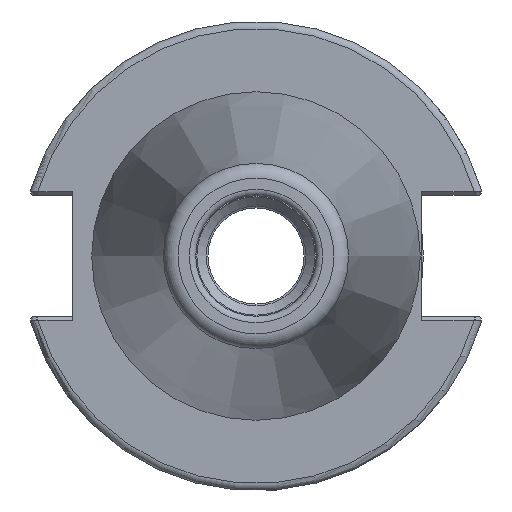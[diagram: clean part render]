
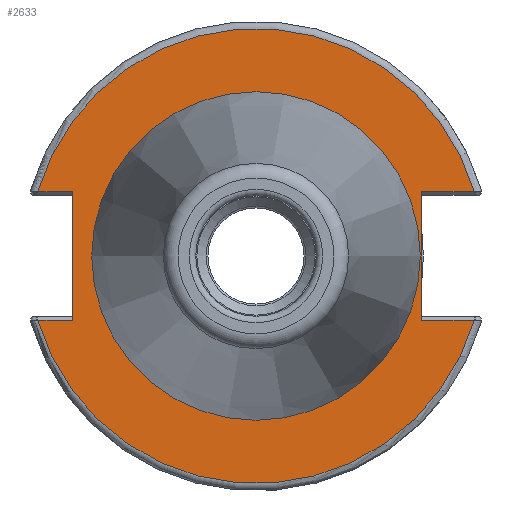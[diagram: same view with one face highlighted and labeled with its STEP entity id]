
A CAD part, left-side view. The second image highlights one B-rep face of the part: STEP entity #2633.
In plain terms, the highlighted planar face has unit normal (-1, 0, 0).
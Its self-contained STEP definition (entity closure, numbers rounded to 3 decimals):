
#143=LINE('',#4009,#308);
#145=LINE('',#4077,#310);
#146=LINE('',#4079,#311);
#147=LINE('',#4083,#312);
#148=LINE('',#4085,#313);
#149=LINE('',#4086,#314);
#308=VECTOR('',#3155,10.);
#310=VECTOR('',#3173,10.);
#311=VECTOR('',#3174,10.);
#312=VECTOR('',#3177,10.);
#313=VECTOR('',#3178,10.);
#314=VECTOR('',#3179,10.);
#498=FACE_BOUND('',#731,.T.);
#517=PLANE('',#2820);
#583=FACE_OUTER_BOUND('',#730,.T.);
#730=EDGE_LOOP('',(#1829,#1830,#1831,#1832,#1833,#1834,#1835,#1836));
#731=EDGE_LOOP('',(#1837,#1838));
#900=CIRCLE('',#2819,30.775);
#901=CIRCLE('',#2821,30.775);
#902=CIRCLE('',#2822,22.225);
#903=CIRCLE('',#2823,22.225);
#1075=VERTEX_POINT('',#4002);
#1078=VERTEX_POINT('',#4007);
#1084=VERTEX_POINT('',#4055);
#1086=VERTEX_POINT('',#4076);
#1087=VERTEX_POINT('',#4078);
#1088=VERTEX_POINT('',#4080);
#1089=VERTEX_POINT('',#4082);
#1090=VERTEX_POINT('',#4084);
#1091=VERTEX_POINT('',#4087);
#1092=VERTEX_POINT('',#4088);
#1374=EDGE_CURVE('',#1078,#1075,#143,.T.);
#1384=EDGE_CURVE('',#1075,#1084,#900,.T.);
#1387=EDGE_CURVE('',#1078,#1086,#145,.T.);
#1388=EDGE_CURVE('',#1087,#1086,#146,.T.);
#1389=EDGE_CURVE('',#1088,#1087,#901,.T.);
#1390=EDGE_CURVE('',#1089,#1088,#147,.T.);
#1391=EDGE_CURVE('',#1089,#1090,#148,.T.);
#1392=EDGE_CURVE('',#1084,#1090,#149,.T.);
#1393=EDGE_CURVE('',#1091,#1092,#902,.T.);
#1394=EDGE_CURVE('',#1092,#1091,#903,.T.);
#1829=ORIENTED_EDGE('',*,*,#1374,.F.);
#1830=ORIENTED_EDGE('',*,*,#1387,.T.);
#1831=ORIENTED_EDGE('',*,*,#1388,.F.);
#1832=ORIENTED_EDGE('',*,*,#1389,.F.);
#1833=ORIENTED_EDGE('',*,*,#1390,.F.);
#1834=ORIENTED_EDGE('',*,*,#1391,.T.);
#1835=ORIENTED_EDGE('',*,*,#1392,.F.);
#1836=ORIENTED_EDGE('',*,*,#1384,.F.);
#1837=ORIENTED_EDGE('',*,*,#1393,.T.);
#1838=ORIENTED_EDGE('',*,*,#1394,.T.);
#2633=ADVANCED_FACE('',(#583,#498),#517,.T.);
#2819=AXIS2_PLACEMENT_3D('',#4056,#3169,#3170);
#2820=AXIS2_PLACEMENT_3D('',#4075,#3171,#3172);
#2821=AXIS2_PLACEMENT_3D('',#4081,#3175,#3176);
#2822=AXIS2_PLACEMENT_3D('',#4089,#3180,#3181);
#2823=AXIS2_PLACEMENT_3D('',#4090,#3182,#3183);
#3155=DIRECTION('',(0.,-1.,0.));
#3169=DIRECTION('center_axis',(1.,0.,0.));
#3170=DIRECTION('ref_axis',(0.,0.,-1.));
#3171=DIRECTION('center_axis',(-1.,0.,0.));
#3172=DIRECTION('ref_axis',(0.,0.,1.));
#3173=DIRECTION('',(0.,0.,1.));
#3174=DIRECTION('',(0.,1.,0.));
#3175=DIRECTION('center_axis',(1.,0.,0.));
#3176=DIRECTION('ref_axis',(0.,0.,-1.));
#3177=DIRECTION('',(0.,1.,0.));
#3178=DIRECTION('',(0.,0.,-1.));
#3179=DIRECTION('',(0.,-1.,0.));
#3180=DIRECTION('center_axis',(1.,0.,0.));
#3181=DIRECTION('ref_axis',(0.,0.,-1.));
#3182=DIRECTION('center_axis',(1.,0.,0.));
#3183=DIRECTION('ref_axis',(0.,0.,-1.));
#4002=CARTESIAN_POINT('',(3.175,-29.523,-8.69));
#4007=CARTESIAN_POINT('',(3.175,-22.41,-8.69));
#4009=CARTESIAN_POINT('',(3.175,-4.878,-8.69));
#4055=CARTESIAN_POINT('',(3.175,29.523,-8.69));
#4056=CARTESIAN_POINT('Origin',(3.175,0.,
0.));
#4075=CARTESIAN_POINT('Origin',(3.175,30.775,0.));
#4076=CARTESIAN_POINT('',(3.175,-22.41,8.69));
#4077=CARTESIAN_POINT('',(3.175,-22.41,-4.095));
#4078=CARTESIAN_POINT('',(3.175,-29.523,8.69));
#4079=CARTESIAN_POINT('',(3.175,4.182,8.69));
#4080=CARTESIAN_POINT('',(3.175,29.523,8.69));
#4081=CARTESIAN_POINT('Origin',(3.175,0.,
0.));
#4082=CARTESIAN_POINT('',(3.175,24.8,8.69));
#4083=CARTESIAN_POINT('',(3.175,32.958,8.69));
#4084=CARTESIAN_POINT('',(3.175,24.8,-8.69));
#4085=CARTESIAN_POINT('',(3.175,24.8,4.095));
#4086=CARTESIAN_POINT('',(3.175,27.788,-8.69));
#4087=CARTESIAN_POINT('',(3.175,22.225,0.));
#4088=CARTESIAN_POINT('',(3.175,-22.225,0.));
#4089=CARTESIAN_POINT('Origin',(3.175,0.,
0.));
#4090=CARTESIAN_POINT('Origin',(3.175,0.,
0.));
